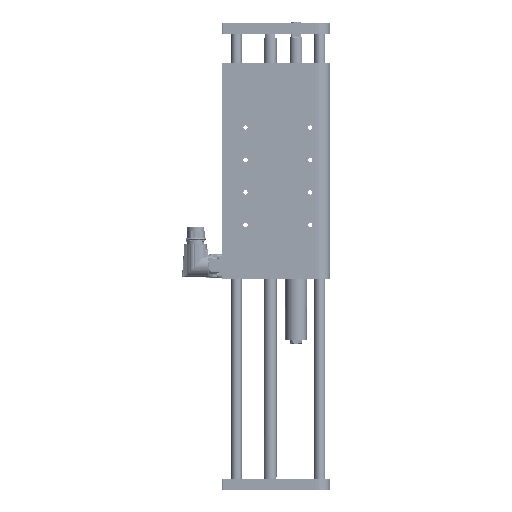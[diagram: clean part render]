
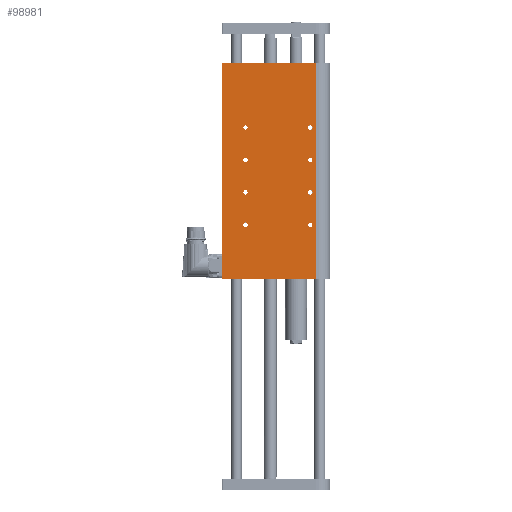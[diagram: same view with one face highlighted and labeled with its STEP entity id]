
A CAD part, left-side view. The second image highlights one B-rep face of the part: STEP entity #98981.
In plain terms, the highlighted planar face has unit normal (-1, 0, 0).
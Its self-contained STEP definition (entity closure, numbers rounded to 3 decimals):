
#471 = CIRCLE ( 'NONE', #21661, 2. ) ;
#3224 = EDGE_CURVE ( 'NONE', #28876, #28876, #105507, .T. ) ;
#4197 = EDGE_LOOP ( 'NONE', ( #36946 ) ) ;
#7946 = CARTESIAN_POINT ( 'NONE',  ( -12.5, -22., 50. ) ) ;
#9567 = DIRECTION ( 'NONE',  ( 0., 0., -1. ) ) ;
#12924 = CARTESIAN_POINT ( 'NONE',  ( -12.5, -82., 140. ) ) ;
#13967 = VERTEX_POINT ( 'NONE', #25251 ) ;
#17960 = AXIS2_PLACEMENT_3D ( 'NONE', #12924, #22228, #72471 ) ;
#19250 = DIRECTION ( 'NONE',  ( 0., 0., -1. ) ) ;
#20033 = CIRCLE ( 'NONE', #89761, 2. ) ;
#21343 = DIRECTION ( 'NONE',  ( 0., 0., 1. ) ) ;
#21661 = AXIS2_PLACEMENT_3D ( 'NONE', #67552, #119870, #19250 ) ;
#22030 = DIRECTION ( 'NONE',  ( 0., 0., -1. ) ) ;
#22048 = ORIENTED_EDGE ( 'NONE', *, *, #82281, .T. ) ;
#22149 = LINE ( 'NONE', #125332, #77156 ) ;
#22228 = DIRECTION ( 'NONE',  ( -1., 0., 0. ) ) ;
#22525 = VERTEX_POINT ( 'NONE', #36790 ) ;
#23085 = CARTESIAN_POINT ( 'NONE',  ( -12.5, 0., 200. ) ) ;
#23840 = DIRECTION ( 'NONE',  ( 1., 0., 0. ) ) ;
#24728 = FACE_BOUND ( 'NONE', #4197, .T. ) ;
#25098 = CARTESIAN_POINT ( 'NONE',  ( -12.5, -22., 112.15 ) ) ;
#25154 = EDGE_LOOP ( 'NONE', ( #108595 ) ) ;
#25251 = CARTESIAN_POINT ( 'NONE',  ( -12.5, -82., 142.15 ) ) ;
#25527 = EDGE_CURVE ( 'NONE', #27378, #27378, #36359, .T. ) ;
#25905 = CARTESIAN_POINT ( 'NONE',  ( -12.5, -22., 78. ) ) ;
#26003 = VECTOR ( 'NONE', #117791, 1000. ) ;
#27378 = VERTEX_POINT ( 'NONE', #57753 ) ;
#27380 = FACE_BOUND ( 'NONE', #65465, .T. ) ;
#28609 = CIRCLE ( 'NONE', #17960, 2.15 ) ;
#28876 = VERTEX_POINT ( 'NONE', #120155 ) ;
#29329 = EDGE_CURVE ( 'NONE', #52427, #52427, #115153, .T. ) ;
#29406 = CIRCLE ( 'NONE', #111705, 2.15 ) ;
#29442 = AXIS2_PLACEMENT_3D ( 'NONE', #7946, #79462, #110515 ) ;
#29767 = EDGE_CURVE ( 'NONE', #68335, #22525, #22149, .T. ) ;
#30228 = EDGE_LOOP ( 'NONE', ( #40888 ) ) ;
#30476 = ORIENTED_EDGE ( 'NONE', *, *, #66527, .F. ) ;
#31328 = CARTESIAN_POINT ( 'NONE',  ( -12.5, -22., 110. ) ) ;
#32017 = CARTESIAN_POINT ( 'NONE',  ( -12.5, -0.5, 200. ) ) ;
#33755 = EDGE_LOOP ( 'NONE', ( #86459 ) ) ;
#35649 = LINE ( 'NONE', #23085, #38764 ) ;
#35983 = FACE_BOUND ( 'NONE', #94876, .T. ) ;
#36359 = CIRCLE ( 'NONE', #57210, 2. ) ;
#36623 = AXIS2_PLACEMENT_3D ( 'NONE', #67014, #105433, #46585 ) ;
#36790 = CARTESIAN_POINT ( 'NONE',  ( -12.5, -87.5, 0. ) ) ;
#36946 = ORIENTED_EDGE ( 'NONE', *, *, #97652, .T. ) ;
#37283 = PLANE ( 'NONE',  #36623 ) ;
#38764 = VECTOR ( 'NONE', #105091, 1000. ) ;
#40888 = ORIENTED_EDGE ( 'NONE', *, *, #68341, .T. ) ;
#43330 = CARTESIAN_POINT ( 'NONE',  ( -12.5, -82., 108. ) ) ;
#45011 = ORIENTED_EDGE ( 'NONE', *, *, #3224, .F. ) ;
#46298 = VERTEX_POINT ( 'NONE', #25098 ) ;
#46585 = DIRECTION ( 'NONE',  ( 0., 1., 0. ) ) ;
#46632 = CARTESIAN_POINT ( 'NONE',  ( -12.5, -0.5, 200. ) ) ;
#52427 = VERTEX_POINT ( 'NONE', #111310 ) ;
#52601 = VERTEX_POINT ( 'NONE', #43330 ) ;
#55168 = FACE_BOUND ( 'NONE', #115747, .T. ) ;
#55593 = CARTESIAN_POINT ( 'NONE',  ( -12.5, 0., 0. ) ) ;
#55999 = CARTESIAN_POINT ( 'NONE',  ( -12.5, -22., 140. ) ) ;
#57210 = AXIS2_PLACEMENT_3D ( 'NONE', #55999, #76452, #9567 ) ;
#57753 = CARTESIAN_POINT ( 'NONE',  ( -12.5, -22., 138. ) ) ;
#59015 = VERTEX_POINT ( 'NONE', #46632 ) ;
#60776 = VERTEX_POINT ( 'NONE', #66478 ) ;
#63520 = DIRECTION ( 'NONE',  ( 0., 0., -1. ) ) ;
#63853 = CARTESIAN_POINT ( 'NONE',  ( -12.5, -87.5, 200. ) ) ;
#65465 = EDGE_LOOP ( 'NONE', ( #81925 ) ) ;
#66478 = CARTESIAN_POINT ( 'NONE',  ( -12.5, -0.5, 0. ) ) ;
#66527 = EDGE_CURVE ( 'NONE', #59015, #68335, #35649, .T. ) ;
#67014 = CARTESIAN_POINT ( 'NONE',  ( -12.5, 0., 200. ) ) ;
#67552 = CARTESIAN_POINT ( 'NONE',  ( -12.5, -22., 80. ) ) ;
#68335 = VERTEX_POINT ( 'NONE', #63853 ) ;
#68341 = EDGE_CURVE ( 'NONE', #52601, #52601, #20033, .T. ) ;
#69968 = EDGE_LOOP ( 'NONE', ( #22048 ) ) ;
#70701 = DIRECTION ( 'NONE',  ( 1., 0., 0. ) ) ;
#70784 = DIRECTION ( 'NONE',  ( -1., 0., 0. ) ) ;
#72003 = DIRECTION ( 'NONE',  ( 0., 0., -1. ) ) ;
#72471 = DIRECTION ( 'NONE',  ( 0., 0., 1. ) ) ;
#76452 = DIRECTION ( 'NONE',  ( 1., 0., 0. ) ) ;
#76919 = FACE_BOUND ( 'NONE', #33755, .T. ) ;
#77156 = VECTOR ( 'NONE', #114743, 1000. ) ;
#77378 = LINE ( 'NONE', #55593, #26003 ) ;
#79462 = DIRECTION ( 'NONE',  ( -1., 0., 0. ) ) ;
#79467 = DIRECTION ( 'NONE',  ( 0., 0., 1. ) ) ;
#80506 = AXIS2_PLACEMENT_3D ( 'NONE', #105214, #23840, #63520 ) ;
#81549 = EDGE_LOOP ( 'NONE', ( #30476, #115433, #104644, #116226 ) ) ;
#81925 = ORIENTED_EDGE ( 'NONE', *, *, #25527, .T. ) ;
#82281 = EDGE_CURVE ( 'NONE', #85600, #85600, #126987, .T. ) ;
#85600 = VERTEX_POINT ( 'NONE', #118672 ) ;
#85966 = DIRECTION ( 'NONE',  ( -1., 0., 0. ) ) ;
#86459 = ORIENTED_EDGE ( 'NONE', *, *, #119067, .F. ) ;
#89761 = AXIS2_PLACEMENT_3D ( 'NONE', #90635, #70701, #72003 ) ;
#89872 = AXIS2_PLACEMENT_3D ( 'NONE', #121138, #70784, #79467 ) ;
#90635 = CARTESIAN_POINT ( 'NONE',  ( -12.5, -82., 110. ) ) ;
#92214 = LINE ( 'NONE', #32017, #114661 ) ;
#94876 = EDGE_LOOP ( 'NONE', ( #45011 ) ) ;
#97652 = EDGE_CURVE ( 'NONE', #115231, #115231, #471, .T. ) ;
#98117 = FACE_BOUND ( 'NONE', #69968, .T. ) ;
#98981 = ADVANCED_FACE ( 'NONE', ( #98117, #24728, #107402, #27380, #35983, #55168, #76919, #115373, #125944 ), #37283, .F. ) ;
#100745 = EDGE_CURVE ( 'NONE', #13967, #13967, #28609, .T. ) ;
#104644 = ORIENTED_EDGE ( 'NONE', *, *, #109392, .T. ) ;
#105091 = DIRECTION ( 'NONE',  ( 0., -1., 0. ) ) ;
#105214 = CARTESIAN_POINT ( 'NONE',  ( -12.5, -82., 50. ) ) ;
#105433 = DIRECTION ( 'NONE',  ( 1., 0., 0. ) ) ;
#105507 = CIRCLE ( 'NONE', #29442, 2.15 ) ;
#107402 = FACE_BOUND ( 'NONE', #30228, .T. ) ;
#107727 = ORIENTED_EDGE ( 'NONE', *, *, #29329, .F. ) ;
#108595 = ORIENTED_EDGE ( 'NONE', *, *, #100745, .F. ) ;
#108604 = EDGE_CURVE ( 'NONE', #59015, #60776, #92214, .T. ) ;
#109392 = EDGE_CURVE ( 'NONE', #60776, #22525, #77378, .T. ) ;
#110515 = DIRECTION ( 'NONE',  ( 0., 0., 1. ) ) ;
#111310 = CARTESIAN_POINT ( 'NONE',  ( -12.5, -82., 82.15 ) ) ;
#111705 = AXIS2_PLACEMENT_3D ( 'NONE', #31328, #85966, #21343 ) ;
#114661 = VECTOR ( 'NONE', #22030, 1000. ) ;
#114743 = DIRECTION ( 'NONE',  ( 0., 0., -1. ) ) ;
#115153 = CIRCLE ( 'NONE', #89872, 2.15 ) ;
#115231 = VERTEX_POINT ( 'NONE', #25905 ) ;
#115373 = FACE_BOUND ( 'NONE', #25154, .T. ) ;
#115433 = ORIENTED_EDGE ( 'NONE', *, *, #108604, .T. ) ;
#115747 = EDGE_LOOP ( 'NONE', ( #107727 ) ) ;
#116226 = ORIENTED_EDGE ( 'NONE', *, *, #29767, .F. ) ;
#117791 = DIRECTION ( 'NONE',  ( 0., -1., 0. ) ) ;
#118672 = CARTESIAN_POINT ( 'NONE',  ( -12.5, -82., 48. ) ) ;
#119067 = EDGE_CURVE ( 'NONE', #46298, #46298, #29406, .T. ) ;
#119870 = DIRECTION ( 'NONE',  ( 1., 0., 0. ) ) ;
#120155 = CARTESIAN_POINT ( 'NONE',  ( -12.5, -22., 52.15 ) ) ;
#121138 = CARTESIAN_POINT ( 'NONE',  ( -12.5, -82., 80. ) ) ;
#125332 = CARTESIAN_POINT ( 'NONE',  ( -12.5, -87.5, 200. ) ) ;
#125944 = FACE_OUTER_BOUND ( 'NONE', #81549, .T. ) ;
#126987 = CIRCLE ( 'NONE', #80506, 2. ) ;
